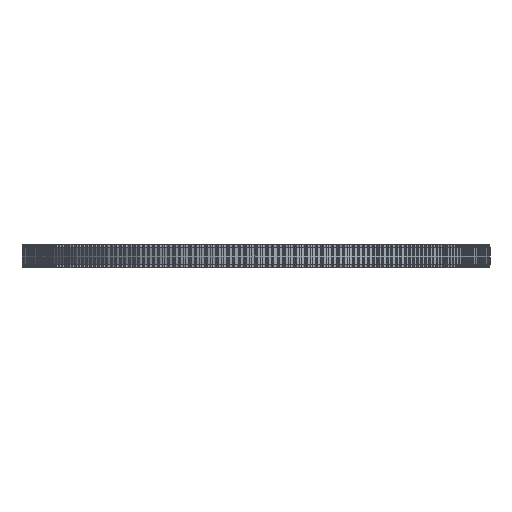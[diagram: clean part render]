
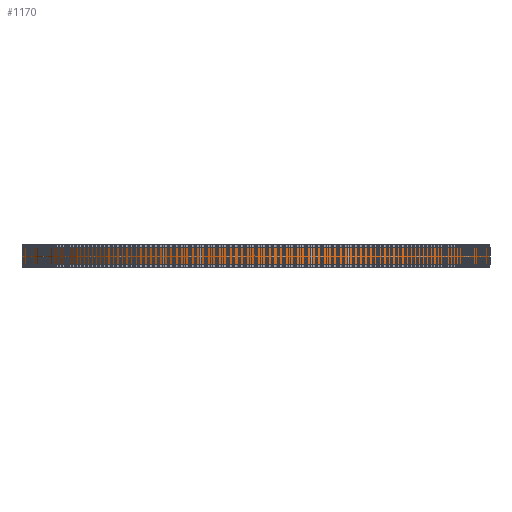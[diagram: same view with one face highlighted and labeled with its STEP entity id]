
A CAD part, front view. The second image highlights one B-rep face of the part: STEP entity #1170.
In plain terms, the highlighted cylindrical face has radius 83.397 mm (diameter 166.794 mm), a full revolution.
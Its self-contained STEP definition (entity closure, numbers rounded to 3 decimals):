
#97=FACE_BOUND('',#4320,.T.);
#98=FACE_BOUND('',#4321,.T.);
#1170=ADVANCED_FACE('',(#97,#98),#2219,.T.);
#2219=CYLINDRICAL_SURFACE('',#23199,83.397);
#4320=EDGE_LOOP('',(#12706));
#4321=EDGE_LOOP('',(#12707));
#12706=ORIENTED_EDGE('',*,*,#17950,.T.);
#12707=ORIENTED_EDGE('',*,*,#17951,.T.);
#14804=VERTEX_POINT('',#36840);
#14805=VERTEX_POINT('',#36842);
#17950=EDGE_CURVE('',#14804,#14804,#20048,.T.);
#17951=EDGE_CURVE('',#14805,#14805,#20049,.T.);
#20048=CIRCLE('',#23197,83.397);
#20049=CIRCLE('',#23198,83.397);
#23197=AXIS2_PLACEMENT_3D('',#36839,#30542,#30543);
#23198=AXIS2_PLACEMENT_3D('',#36841,#30544,#30545);
#23199=AXIS2_PLACEMENT_3D('',#36843,#30546,#30547);
#30542=DIRECTION('',(0.,0.,1.));
#30543=DIRECTION('',(1.,0.,0.));
#30544=DIRECTION('',(0.,0.,-1.));
#30545=DIRECTION('',(1.,0.,0.));
#30546=DIRECTION('',(0.,0.,1.));
#30547=DIRECTION('',(1.,0.,0.));
#36839=CARTESIAN_POINT('',(0.,0.,1.));
#36840=CARTESIAN_POINT('',(83.397,0.,1.));
#36841=CARTESIAN_POINT('',(0.,0.,7.));
#36842=CARTESIAN_POINT('',(83.397,0.,7.));
#36843=CARTESIAN_POINT('',(0.,0.,1.));
